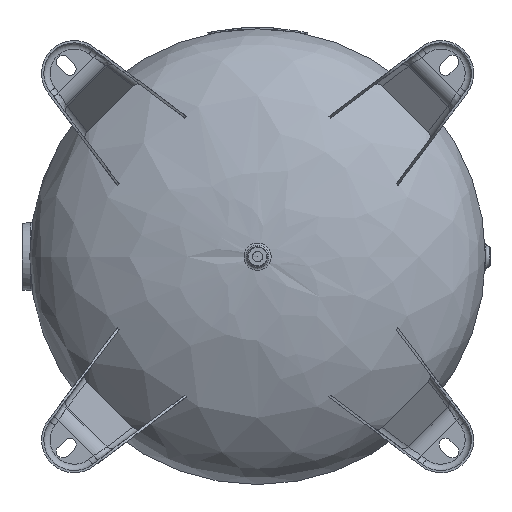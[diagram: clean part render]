
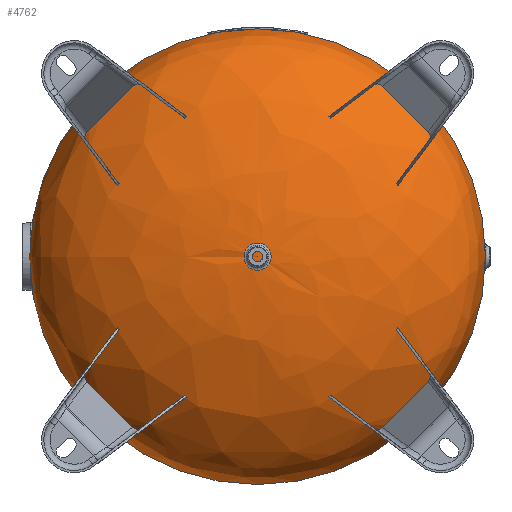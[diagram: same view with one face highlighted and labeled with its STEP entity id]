
A CAD part, front view. The second image highlights one B-rep face of the part: STEP entity #4762.
In plain terms, the highlighted free-form (B-spline) face has degree [2, 2] with [3, 9] control points.
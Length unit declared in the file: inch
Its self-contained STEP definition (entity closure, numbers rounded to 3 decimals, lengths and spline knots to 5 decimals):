
#105=ELLIPSE('',#5249,10.,5.0935);
#183=(
BOUNDED_SURFACE()
B_SPLINE_SURFACE(2,2,((#7713,#7714,#7715,#7716,#7717,#7718,#7719,#7720,
#7721),(#7722,#7723,#7724,#7725,#7726,#7727,#7728,#7729,#7730),(#7731,#7732,
#7733,#7734,#7735,#7736,#7737,#7738,#7739)),.UNSPECIFIED.,.F.,.T.,.F.)
B_SPLINE_SURFACE_WITH_KNOTS((3,3),(3,2,2,2,3),(0.,1.5708),(0.,
1.5708,3.14159,4.71239,6.28319),
 .UNSPECIFIED.)
GEOMETRIC_REPRESENTATION_ITEM()
RATIONAL_B_SPLINE_SURFACE(((1.,0.707,1.,0.707,1.,
0.707,1.,0.707,1.),(0.707,0.5,0.707,
0.5,0.707,0.5,0.707,0.5,0.707),(1.,
0.707,1.,0.707,1.,0.707,1.,0.707,
1.)))
REPRESENTATION_ITEM('')
SURFACE()
);
#325=CIRCLE('',#5239,10.);
#326=CIRCLE('',#5240,10.);
#714=FACE_OUTER_BOUND('',#989,.T.);
#989=EDGE_LOOP('',(#3352,#3353,#3354,#3355));
#2037=VERTEX_POINT('',#7694);
#2038=VERTEX_POINT('',#7696);
#2044=VERTEX_POINT('',#7740);
#2548=EDGE_CURVE('',#2037,#2038,#325,.T.);
#2549=EDGE_CURVE('',#2038,#2037,#326,.T.);
#2557=EDGE_CURVE('',#2044,#2038,#105,.T.);
#3352=ORIENTED_EDGE('',*,*,#2557,.T.);
#3353=ORIENTED_EDGE('',*,*,#2548,.F.);
#3354=ORIENTED_EDGE('',*,*,#2549,.F.);
#3355=ORIENTED_EDGE('',*,*,#2557,.F.);
#4762=ADVANCED_FACE('',(#714),#183,.T.);
#5239=AXIS2_PLACEMENT_3D('',#7697,#5887,#5888);
#5240=AXIS2_PLACEMENT_3D('',#7698,#5889,#5890);
#5249=AXIS2_PLACEMENT_3D('',#7741,#5908,#5909);
#5887=DIRECTION('center_axis',(0.,-1.,0.));
#5888=DIRECTION('ref_axis',(1.,0.,0.));
#5889=DIRECTION('center_axis',(0.,-1.,0.));
#5890=DIRECTION('ref_axis',(1.,0.,0.));
#5908=DIRECTION('center_axis',(0.,0.,-1.));
#5909=DIRECTION('ref_axis',(1.,0.,0.));
#7694=CARTESIAN_POINT('',(-10.,0.,0.));
#7696=CARTESIAN_POINT('',(10.,0.,0.));
#7697=CARTESIAN_POINT('Origin',(0.,0.,0.));
#7698=CARTESIAN_POINT('Origin',(0.,0.,0.));
#7713=CARTESIAN_POINT('Ctrl Pts',(10.,0.,0.));
#7714=CARTESIAN_POINT('Ctrl Pts',(10.,0.,10.));
#7715=CARTESIAN_POINT('Ctrl Pts',(0.,0.,10.));
#7716=CARTESIAN_POINT('Ctrl Pts',(-10.,0.,10.));
#7717=CARTESIAN_POINT('Ctrl Pts',(-10.,0.,0.));
#7718=CARTESIAN_POINT('Ctrl Pts',(-10.,0.,-10.));
#7719=CARTESIAN_POINT('Ctrl Pts',(0.,0.,-10.));
#7720=CARTESIAN_POINT('Ctrl Pts',(10.,0.,-10.));
#7721=CARTESIAN_POINT('Ctrl Pts',(10.,0.,0.));
#7722=CARTESIAN_POINT('Ctrl Pts',(10.,5.0935,0.));
#7723=CARTESIAN_POINT('Ctrl Pts',(10.,5.0935,10.));
#7724=CARTESIAN_POINT('Ctrl Pts',(0.,5.0935,10.));
#7725=CARTESIAN_POINT('Ctrl Pts',(-10.,5.0935,10.));
#7726=CARTESIAN_POINT('Ctrl Pts',(-10.,5.0935,0.));
#7727=CARTESIAN_POINT('Ctrl Pts',(-10.,5.0935,-10.));
#7728=CARTESIAN_POINT('Ctrl Pts',(0.,5.0935,-10.));
#7729=CARTESIAN_POINT('Ctrl Pts',(10.,5.0935,-10.));
#7730=CARTESIAN_POINT('Ctrl Pts',(10.,5.0935,0.));
#7731=CARTESIAN_POINT('Ctrl Pts',(0.,5.0935,0.));
#7732=CARTESIAN_POINT('Ctrl Pts',(0.,5.0935,0.));
#7733=CARTESIAN_POINT('Ctrl Pts',(0.,5.0935,0.));
#7734=CARTESIAN_POINT('Ctrl Pts',(0.,5.0935,0.));
#7735=CARTESIAN_POINT('Ctrl Pts',(0.,5.0935,0.));
#7736=CARTESIAN_POINT('Ctrl Pts',(0.,5.0935,0.));
#7737=CARTESIAN_POINT('Ctrl Pts',(0.,5.0935,0.));
#7738=CARTESIAN_POINT('Ctrl Pts',(0.,5.0935,0.));
#7739=CARTESIAN_POINT('Ctrl Pts',(0.,5.0935,0.));
#7740=CARTESIAN_POINT('',(0.,5.0935,0.));
#7741=CARTESIAN_POINT('Origin',(0.,0.,0.));
